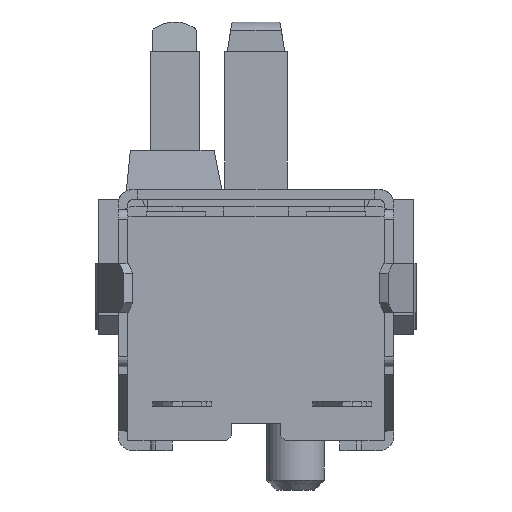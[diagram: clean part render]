
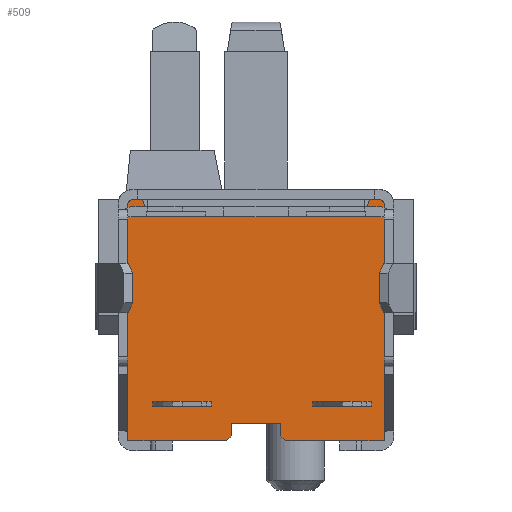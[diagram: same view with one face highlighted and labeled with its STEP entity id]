
A CAD part, front view. The second image highlights one B-rep face of the part: STEP entity #509.
In plain terms, the highlighted planar face has unit normal (0, -1, 0).
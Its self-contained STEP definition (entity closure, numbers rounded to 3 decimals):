
#509 = ADVANCED_FACE( '', ( #1192 ), #1193, .F. );
#1192 = FACE_OUTER_BOUND( '', #2061, .T. );
#1193 = PLANE( '', #2062 );
#2061 = EDGE_LOOP( '', ( #3529, #3530, #3531, #3532, #3533, #3534, #3535, #3536, #3537, #3538, #3539, #3540, #3541, #3542 ) );
#2062 = AXIS2_PLACEMENT_3D( '', #3543, #3544, #3545 );
#3529 = ORIENTED_EDGE( '', *, *, #5919, .T. );
#3530 = ORIENTED_EDGE( '', *, *, #5920, .T. );
#3531 = ORIENTED_EDGE( '', *, *, #5921, .F. );
#3532 = ORIENTED_EDGE( '', *, *, #5776, .F. );
#3533 = ORIENTED_EDGE( '', *, *, #5922, .T. );
#3534 = ORIENTED_EDGE( '', *, *, #5923, .F. );
#3535 = ORIENTED_EDGE( '', *, *, #5924, .F. );
#3536 = ORIENTED_EDGE( '', *, *, #5925, .T. );
#3537 = ORIENTED_EDGE( '', *, *, #5926, .T. );
#3538 = ORIENTED_EDGE( '', *, *, #5927, .F. );
#3539 = ORIENTED_EDGE( '', *, *, #5928, .T. );
#3540 = ORIENTED_EDGE( '', *, *, #5929, .T. );
#3541 = ORIENTED_EDGE( '', *, *, #5930, .F. );
#3542 = ORIENTED_EDGE( '', *, *, #5931, .T. );
#3543 = CARTESIAN_POINT( '', ( 2.6, -1.5, -4.55 ) );
#3544 = DIRECTION( '', ( 0., 1., 0. ) );
#3545 = DIRECTION( '', ( -1., 0., 0. ) );
#5776 = EDGE_CURVE( '', #7163, #7165, #7166, .T. );
#5919 = EDGE_CURVE( '', #7403, #7404, #7405, .T. );
#5920 = EDGE_CURVE( '', #7404, #7406, #7407, .T. );
#5921 = EDGE_CURVE( '', #7165, #7406, #7408, .T. );
#5922 = EDGE_CURVE( '', #7163, #7409, #7410, .T. );
#5923 = EDGE_CURVE( '', #7411, #7409, #7412, .T. );
#5924 = EDGE_CURVE( '', #7413, #7411, #7414, .T. );
#5925 = EDGE_CURVE( '', #7413, #7415, #7416, .T. );
#5926 = EDGE_CURVE( '', #7415, #7417, #7418, .T. );
#5927 = EDGE_CURVE( '', #7419, #7417, #7420, .T. );
#5928 = EDGE_CURVE( '', #7419, #7421, #7422, .T. );
#5929 = EDGE_CURVE( '', #7421, #7423, #7424, .T. );
#5930 = EDGE_CURVE( '', #7425, #7423, #7426, .T. );
#5931 = EDGE_CURVE( '', #7425, #7403, #7427, .T. );
#7163 = VERTEX_POINT( '', #9374 );
#7165 = VERTEX_POINT( '', #9377 );
#7166 = LINE( '', #9378, #9379 );
#7403 = VERTEX_POINT( '', #9726 );
#7404 = VERTEX_POINT( '', #9727 );
#7405 = LINE( '', #9728, #9729 );
#7406 = VERTEX_POINT( '', #9730 );
#7407 = LINE( '', #9731, #9732 );
#7408 = LINE( '', #9733, #9734 );
#7409 = VERTEX_POINT( '', #9735 );
#7410 = LINE( '', #9736, #9737 );
#7411 = VERTEX_POINT( '', #9738 );
#7412 = LINE( '', #9739, #9740 );
#7413 = VERTEX_POINT( '', #9741 );
#7414 = LINE( '', #9742, #9743 );
#7415 = VERTEX_POINT( '', #9744 );
#7416 = LINE( '', #9745, #9746 );
#7417 = VERTEX_POINT( '', #9747 );
#7418 = LINE( '', #9748, #9749 );
#7419 = VERTEX_POINT( '', #9750 );
#7420 = LINE( '', #9751, #9752 );
#7421 = VERTEX_POINT( '', #9753 );
#7422 = LINE( '', #9754, #9755 );
#7423 = VERTEX_POINT( '', #9756 );
#7424 = LINE( '', #9757, #9758 );
#7425 = VERTEX_POINT( '', #9759 );
#7426 = LINE( '', #9760, #9761 );
#7427 = LINE( '', #9762, #9763 );
#9374 = CARTESIAN_POINT( '', ( -0.6, -1.5, -4.55 ) );
#9377 = CARTESIAN_POINT( '', ( -2.6, -1.5, -4.55 ) );
#9378 = CARTESIAN_POINT( '', ( 2.6, -1.5, -4.55 ) );
#9379 = VECTOR( '', #11260, 1000. );
#9726 = CARTESIAN_POINT( '', ( -2.2, -1.5, 0. ) );
#9727 = CARTESIAN_POINT( '', ( -2.3, -1.5, 0.35 ) );
#9728 = CARTESIAN_POINT( '', ( -2.2, -1.5, 0. ) );
#9729 = VECTOR( '', #11410, 1000. );
#9730 = CARTESIAN_POINT( '', ( -2.6, -1.5, 0.35 ) );
#9731 = CARTESIAN_POINT( '', ( -2.2, -1.5, 0.35 ) );
#9732 = VECTOR( '', #11411, 1000. );
#9733 = CARTESIAN_POINT( '', ( -2.6, -1.5, -4.55 ) );
#9734 = VECTOR( '', #11412, 1000. );
#9735 = CARTESIAN_POINT( '', ( -0.5, -1.5, -4.45 ) );
#9736 = CARTESIAN_POINT( '', ( -0.5, -1.5, -4.45 ) );
#9737 = VECTOR( '', #11413, 1000. );
#9738 = CARTESIAN_POINT( '', ( -0.5, -1.5, -4.2 ) );
#9739 = CARTESIAN_POINT( '', ( -0.5, -1.5, -4.2 ) );
#9740 = VECTOR( '', #11414, 1000. );
#9741 = CARTESIAN_POINT( '', ( 0.5, -1.5, -4.2 ) );
#9742 = CARTESIAN_POINT( '', ( 0.5, -1.5, -4.2 ) );
#9743 = VECTOR( '', #11415, 1000. );
#9744 = CARTESIAN_POINT( '', ( 0.5, -1.5, -4.45 ) );
#9745 = CARTESIAN_POINT( '', ( 0.5, -1.5, -4.2 ) );
#9746 = VECTOR( '', #11416, 1000. );
#9747 = CARTESIAN_POINT( '', ( 0.6, -1.5, -4.55 ) );
#9748 = CARTESIAN_POINT( '', ( 0.5, -1.5, -4.45 ) );
#9749 = VECTOR( '', #11417, 1000. );
#9750 = CARTESIAN_POINT( '', ( 2.6, -1.5, -4.55 ) );
#9751 = CARTESIAN_POINT( '', ( 2.6, -1.5, -4.55 ) );
#9752 = VECTOR( '', #11418, 1000. );
#9753 = CARTESIAN_POINT( '', ( 2.6, -1.5, 0.35 ) );
#9754 = CARTESIAN_POINT( '', ( 2.6, -1.5, -4.55 ) );
#9755 = VECTOR( '', #11419, 1000. );
#9756 = CARTESIAN_POINT( '', ( 2.3, -1.5, 0.35 ) );
#9757 = CARTESIAN_POINT( '', ( 2.6, -1.5, 0.35 ) );
#9758 = VECTOR( '', #11420, 1000. );
#9759 = CARTESIAN_POINT( '', ( 2.2, -1.5, 0. ) );
#9760 = CARTESIAN_POINT( '', ( 2.2, -1.5, 0. ) );
#9761 = VECTOR( '', #11421, 1000. );
#9762 = CARTESIAN_POINT( '', ( 2.6, -1.5, 0. ) );
#9763 = VECTOR( '', #11422, 1000. );
#11260 = DIRECTION( '', ( -1., 0., 0. ) );
#11410 = DIRECTION( '', ( -0.275, 0., 0.962 ) );
#11411 = DIRECTION( '', ( -1., 0., 0. ) );
#11412 = DIRECTION( '', ( 0., 0., 1. ) );
#11413 = DIRECTION( '', ( 0.707, 0., 0.707 ) );
#11414 = DIRECTION( '', ( 0., 0., -1. ) );
#11415 = DIRECTION( '', ( -1., 0., 0. ) );
#11416 = DIRECTION( '', ( 0., 0., -1. ) );
#11417 = DIRECTION( '', ( 0.707, 0., -0.707 ) );
#11418 = DIRECTION( '', ( -1., 0., 0. ) );
#11419 = DIRECTION( '', ( 0., 0., 1. ) );
#11420 = DIRECTION( '', ( -1., 0., 0. ) );
#11421 = DIRECTION( '', ( 0.275, 0., 0.962 ) );
#11422 = DIRECTION( '', ( -1., 0., 0. ) );
